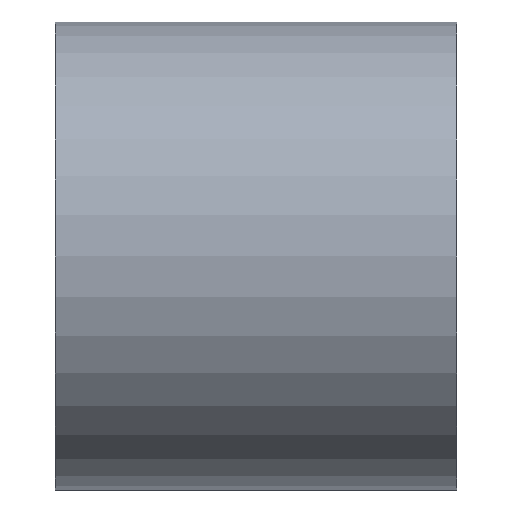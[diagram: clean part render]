
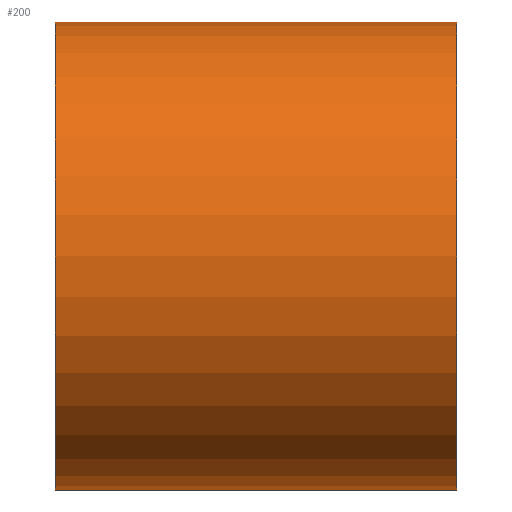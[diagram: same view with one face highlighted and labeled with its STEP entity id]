
A CAD part, front view. The second image highlights one B-rep face of the part: STEP entity #200.
In plain terms, the highlighted cylindrical face has radius 2.223 mm (diameter 4.445 mm), a partial arc.
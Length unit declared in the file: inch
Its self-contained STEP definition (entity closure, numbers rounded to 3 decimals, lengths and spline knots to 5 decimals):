
#6 = DIRECTION ( 'NONE',  ( 0., 0., 1. ) ) ;
#13 = AXIS2_PLACEMENT_3D ( 'NONE', #249, #36, #54 ) ;
#20 = CARTESIAN_POINT ( 'NONE',  ( 0., 0., 0. ) ) ;
#26 = VERTEX_POINT ( 'NONE', #227 ) ;
#36 = DIRECTION ( 'NONE',  ( 1., 0., 0. ) ) ;
#43 = CARTESIAN_POINT ( 'NONE',  ( 0., 0., 0.0875 ) ) ;
#46 = ORIENTED_EDGE ( 'NONE', *, *, #199, .T. ) ;
#51 = LINE ( 'NONE', #79, #171 ) ;
#54 = DIRECTION ( 'NONE',  ( 0., 0., -1. ) ) ;
#57 = DIRECTION ( 'NONE',  ( -1., 0., 0. ) ) ;
#59 = ORIENTED_EDGE ( 'NONE', *, *, #213, .T. ) ;
#69 = CARTESIAN_POINT ( 'NONE',  ( 0.15, 0., -0.0875 ) ) ;
#78 = AXIS2_PLACEMENT_3D ( 'NONE', #20, #139, #148 ) ;
#79 = CARTESIAN_POINT ( 'NONE',  ( 0.15, 0., 0.0875 ) ) ;
#85 = DIRECTION ( 'NONE',  ( -1., 0., 0. ) ) ;
#104 = CIRCLE ( 'NONE', #13, 0.0875 ) ;
#108 = ORIENTED_EDGE ( 'NONE', *, *, #203, .F. ) ;
#109 = EDGE_LOOP ( 'NONE', ( #108, #160, #46, #59 ) ) ;
#122 = CYLINDRICAL_SURFACE ( 'NONE', #166, 0.0875 ) ;
#136 = CARTESIAN_POINT ( 'NONE',  ( 0., 0., -0.0875 ) ) ;
#139 = DIRECTION ( 'NONE',  ( 1., 0., 0. ) ) ;
#140 = CARTESIAN_POINT ( 'NONE',  ( 0.15, 0., 0. ) ) ;
#148 = DIRECTION ( 'NONE',  ( 0., 0., -1. ) ) ;
#155 = CIRCLE ( 'NONE', #78, 0.0875 ) ;
#160 = ORIENTED_EDGE ( 'NONE', *, *, #195, .F. ) ;
#163 = VERTEX_POINT ( 'NONE', #43 ) ;
#166 = AXIS2_PLACEMENT_3D ( 'NONE', #140, #252, #6 ) ;
#168 = CARTESIAN_POINT ( 'NONE',  ( 0.15, 0., -0.0875 ) ) ;
#171 = VECTOR ( 'NONE', #57, 39.37008 ) ;
#172 = LINE ( 'NONE', #69, #234 ) ;
#173 = VERTEX_POINT ( 'NONE', #168 ) ;
#192 = VERTEX_POINT ( 'NONE', #136 ) ;
#195 = EDGE_CURVE ( 'NONE', #26, #173, #104, .T. ) ;
#199 = EDGE_CURVE ( 'NONE', #26, #163, #51, .T. ) ;
#200 = ADVANCED_FACE ( 'NONE', ( #217 ), #122, .T. ) ;
#203 = EDGE_CURVE ( 'NONE', #173, #192, #172, .T. ) ;
#213 = EDGE_CURVE ( 'NONE', #163, #192, #155, .T. ) ;
#217 = FACE_OUTER_BOUND ( 'NONE', #109, .T. ) ;
#227 = CARTESIAN_POINT ( 'NONE',  ( 0.15, 0., 0.0875 ) ) ;
#234 = VECTOR ( 'NONE', #85, 39.37008 ) ;
#249 = CARTESIAN_POINT ( 'NONE',  ( 0.15, 0., 0. ) ) ;
#252 = DIRECTION ( 'NONE',  ( -1., 0., 0. ) ) ;
